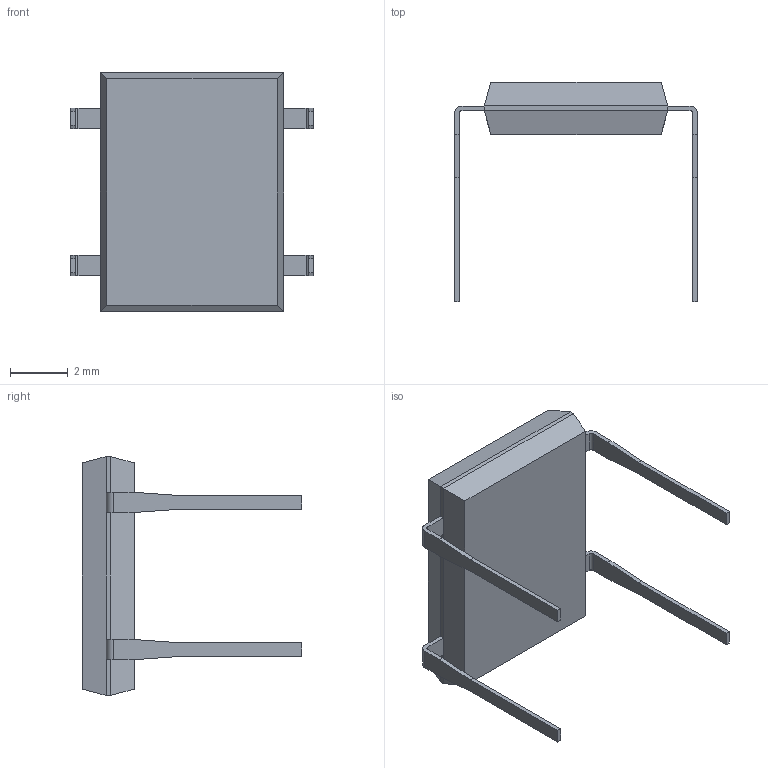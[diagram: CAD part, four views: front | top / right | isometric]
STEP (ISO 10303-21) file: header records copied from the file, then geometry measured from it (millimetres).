
FILE_DESCRIPTION (( 'STEP AP214' ), '1' );
FILE_NAME ('DB107.STEP', '2023-03-31T11:29:21', ( '' ), ( '' ), 'SwSTEP 2.0', 'SolidWorks 2021', '' );
FILE_SCHEMA (( 'AUTOMOTIVE_DESIGN' ));
Length unit declared in the file: millimetre
Products named in the file (1): DB107
Bounding box: 8.4 x 7.6 x 8.28 mm (x, y, z)
Volume: 91.9 mm3; surface area: 189 mm2
Topology: 5 solids, 5 shells, 70 faces, 172 edges, 112 vertices
Faces by surface type: plane 62, cylinder 8
Entity records: 2098 total; most frequent: CARTESIAN_POINT 355, ORIENTED_EDGE 344, DIRECTION 330, EDGE_CURVE 172, LINE 156, VECTOR 156, VERTEX_POINT 112, AXIS2_PLACEMENT_3D 87
